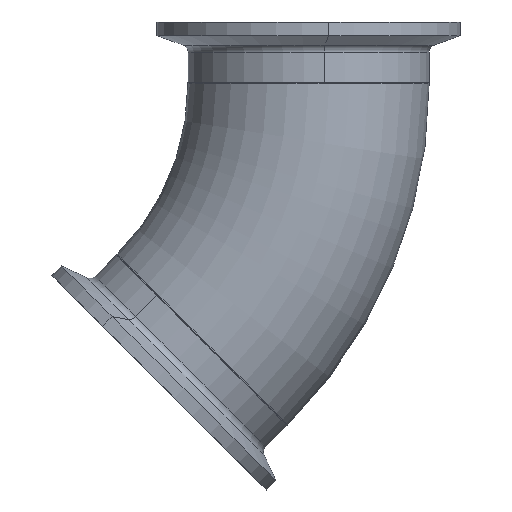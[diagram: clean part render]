
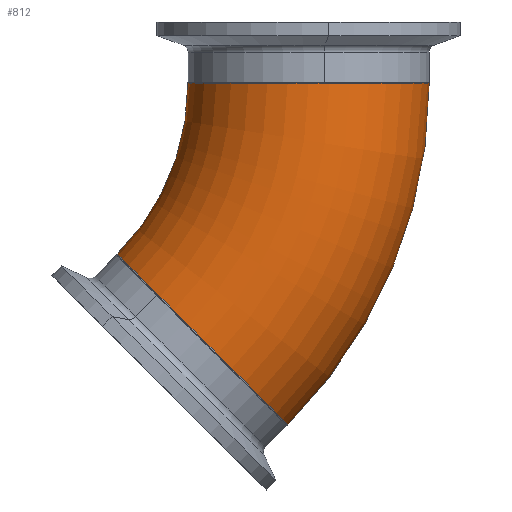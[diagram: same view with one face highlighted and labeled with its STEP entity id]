
A CAD part, front view. The second image highlights one B-rep face of the part: STEP entity #812.
In plain terms, the highlighted toroidal (fillet/blend) face has major radius 76.2 mm and minor radius 25.4 mm.
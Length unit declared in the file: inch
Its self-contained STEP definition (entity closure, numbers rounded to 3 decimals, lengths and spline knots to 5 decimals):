
#11 = CARTESIAN_POINT ( 'NONE',  ( 0., 0., 0. ) ) ;
#21 = AXIS2_PLACEMENT_3D ( 'NONE', #946, #943, #651 ) ;
#99 = FACE_OUTER_BOUND ( 'NONE', #700, .T. ) ;
#126 = DIRECTION ( 'NONE',  ( 0., 0., -1. ) ) ;
#194 = CARTESIAN_POINT ( 'NONE',  ( 2.12132, 0., -2.12132 ) ) ;
#236 = CIRCLE ( 'NONE', #935, 2. ) ;
#336 = TOROIDAL_SURFACE ( 'NONE', #545, 3., 1. ) ;
#383 = DIRECTION ( 'NONE',  ( -0.707, 0., -0.707 ) ) ;
#398 = CIRCLE ( 'NONE', #629, 4. ) ;
#418 = DIRECTION ( 'NONE',  ( 0., 0., -1. ) ) ;
#484 = VERTEX_POINT ( 'NONE', #934 ) ;
#512 = VERTEX_POINT ( 'NONE', #550 ) ;
#545 = AXIS2_PLACEMENT_3D ( 'NONE', #11, #607, #1095 ) ;
#550 = CARTESIAN_POINT ( 'NONE',  ( 4., 0., 0. ) ) ;
#560 = ORIENTED_EDGE ( 'NONE', *, *, #760, .F. ) ;
#607 = DIRECTION ( 'NONE',  ( 0., -1., 0. ) ) ;
#629 = AXIS2_PLACEMENT_3D ( 'NONE', #703, #815, #126 ) ;
#651 = DIRECTION ( 'NONE',  ( 1., 0., 0. ) ) ;
#700 = EDGE_LOOP ( 'NONE', ( #947, #739, #560, #953 ) ) ;
#703 = CARTESIAN_POINT ( 'NONE',  ( 0., 0., 0. ) ) ;
#709 = DIRECTION ( 'NONE',  ( 0., -1., 0. ) ) ;
#739 = ORIENTED_EDGE ( 'NONE', *, *, #1183, .T. ) ;
#752 = VERTEX_POINT ( 'NONE', #1148 ) ;
#760 = EDGE_CURVE ( 'NONE', #1158, #512, #1223, .T. ) ;
#789 = CIRCLE ( 'NONE', #1194, 1. ) ;
#799 = CARTESIAN_POINT ( 'NONE',  ( 0., 0., 0. ) ) ;
#812 = ADVANCED_FACE ( 'NONE', ( #99 ), #336, .T. ) ;
#815 = DIRECTION ( 'NONE',  ( 0., -1., 0. ) ) ;
#880 = DIRECTION ( 'NONE',  ( -0.707, 0., 0.707 ) ) ;
#910 = CARTESIAN_POINT ( 'NONE',  ( 2., 0., 0. ) ) ;
#934 = CARTESIAN_POINT ( 'NONE',  ( 1.41421, 0., -1.41421 ) ) ;
#935 = AXIS2_PLACEMENT_3D ( 'NONE', #799, #709, #418 ) ;
#939 = EDGE_CURVE ( 'NONE', #484, #1158, #236, .T. ) ;
#943 = DIRECTION ( 'NONE',  ( 0., 0., 1. ) ) ;
#946 = CARTESIAN_POINT ( 'NONE',  ( 3., 0., 0. ) ) ;
#947 = ORIENTED_EDGE ( 'NONE', *, *, #1084, .F. ) ;
#953 = ORIENTED_EDGE ( 'NONE', *, *, #939, .F. ) ;
#1084 = EDGE_CURVE ( 'NONE', #752, #484, #789, .T. ) ;
#1095 = DIRECTION ( 'NONE',  ( 0., 0., -1. ) ) ;
#1148 = CARTESIAN_POINT ( 'NONE',  ( 2.82843, 0., -2.82843 ) ) ;
#1158 = VERTEX_POINT ( 'NONE', #910 ) ;
#1183 = EDGE_CURVE ( 'NONE', #752, #512, #398, .T. ) ;
#1194 = AXIS2_PLACEMENT_3D ( 'NONE', #194, #383, #880 ) ;
#1223 = CIRCLE ( 'NONE', #21, 1. ) ;
